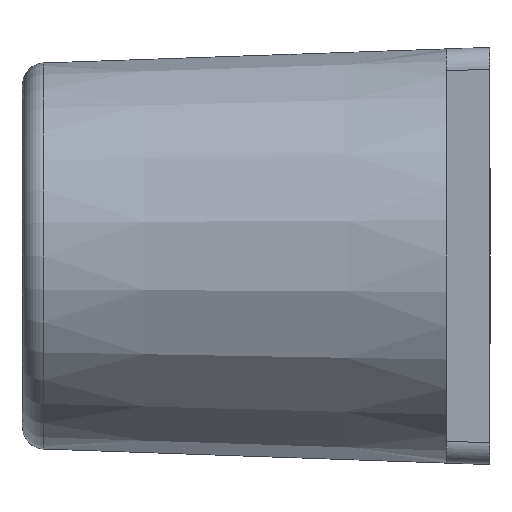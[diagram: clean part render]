
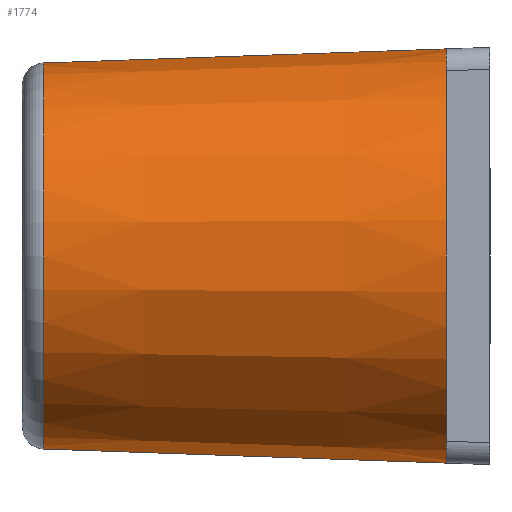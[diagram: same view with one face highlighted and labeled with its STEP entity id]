
A CAD part, left-side view. The second image highlights one B-rep face of the part: STEP entity #1774.
In plain terms, the highlighted conical face has half-angle 2 degrees and reference radius 4.4 mm.
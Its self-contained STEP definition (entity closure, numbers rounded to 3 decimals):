
#25 = CARTESIAN_POINT ( 'NONE',  ( 7.5, 10.7, -4.4 ) ) ;
#80 = ORIENTED_EDGE ( 'NONE', *, *, #915, .F. ) ;
#142 = EDGE_CURVE ( 'NONE', #2372, #2341, #1996, .T. ) ;
#257 = DIRECTION ( 'NONE',  ( 0., 0., 1. ) ) ;
#311 = AXIS2_PLACEMENT_3D ( 'NONE', #2075, #435, #257 ) ;
#420 = CARTESIAN_POINT ( 'NONE',  ( 7.5, 10.217, 4.417 ) ) ;
#423 = CARTESIAN_POINT ( 'NONE',  ( 7.5, 10.217, 0. ) ) ;
#435 = DIRECTION ( 'NONE',  ( 0., -1., 0. ) ) ;
#467 = AXIS2_PLACEMENT_3D ( 'NONE', #1869, #1333, #1877 ) ;
#475 = EDGE_CURVE ( 'NONE', #2372, #2253, #1651, .T. ) ;
#516 = EDGE_LOOP ( 'NONE', ( #1805, #1044, #80, #1955 ) ) ;
#713 = CARTESIAN_POINT ( 'NONE',  ( 7.5, 1., 4.739 ) ) ;
#742 = CARTESIAN_POINT ( 'NONE',  ( 7.5, 1., -4.739 ) ) ;
#915 = EDGE_CURVE ( 'NONE', #2253, #2291, #1405, .T. ) ;
#934 = DIRECTION ( 'NONE',  ( 0., -0.999, -0.035 ) ) ;
#995 = DIRECTION ( 'NONE',  ( 0., 0., -1. ) ) ;
#1044 = ORIENTED_EDGE ( 'NONE', *, *, #2316, .T. ) ;
#1080 = VECTOR ( 'NONE', #934, 1000. ) ;
#1333 = DIRECTION ( 'NONE',  ( 0., -1., 0. ) ) ;
#1405 = CIRCLE ( 'NONE', #467, 4.739 ) ;
#1450 = CARTESIAN_POINT ( 'NONE',  ( 7.5, 10.7, 4.4 ) ) ;
#1531 = VECTOR ( 'NONE', #1676, 1000. ) ;
#1580 = LINE ( 'NONE', #25, #1080 ) ;
#1651 = LINE ( 'NONE', #1450, #1531 ) ;
#1676 = DIRECTION ( 'NONE',  ( 0., -0.999, 0.035 ) ) ;
#1774 = ADVANCED_FACE ( 'NONE', ( #1842 ), #2276, .T. ) ;
#1805 = ORIENTED_EDGE ( 'NONE', *, *, #142, .T. ) ;
#1842 = FACE_OUTER_BOUND ( 'NONE', #516, .T. ) ;
#1869 = CARTESIAN_POINT ( 'NONE',  ( 7.5, 1., 0. ) ) ;
#1877 = DIRECTION ( 'NONE',  ( 0., 0., -1. ) ) ;
#1955 = ORIENTED_EDGE ( 'NONE', *, *, #475, .F. ) ;
#1996 = CIRCLE ( 'NONE', #2340, 4.417 ) ;
#2075 = CARTESIAN_POINT ( 'NONE',  ( 7.5, 10.7, 0. ) ) ;
#2091 = CARTESIAN_POINT ( 'NONE',  ( 7.5, 10.217, -4.417 ) ) ;
#2253 = VERTEX_POINT ( 'NONE', #713 ) ;
#2267 = DIRECTION ( 'NONE',  ( 0., -1., 0. ) ) ;
#2276 = CONICAL_SURFACE ( 'NONE', #311, 4.4, 0.035 ) ;
#2291 = VERTEX_POINT ( 'NONE', #742 ) ;
#2316 = EDGE_CURVE ( 'NONE', #2341, #2291, #1580, .T. ) ;
#2340 = AXIS2_PLACEMENT_3D ( 'NONE', #423, #2267, #995 ) ;
#2341 = VERTEX_POINT ( 'NONE', #2091 ) ;
#2372 = VERTEX_POINT ( 'NONE', #420 ) ;
